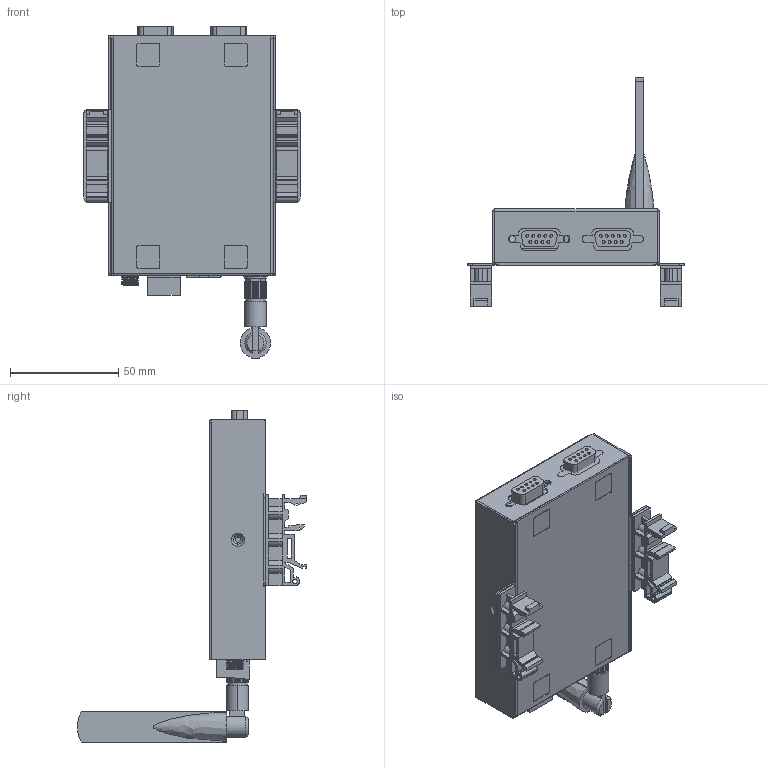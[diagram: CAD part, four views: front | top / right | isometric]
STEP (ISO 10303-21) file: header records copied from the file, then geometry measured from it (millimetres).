
FILE_DESCRIPTION((''),'2;1');
FILE_NAME('NPORT_W2X50_PLUS_ASM','2012-05-09T',('Mini_Lu'),(''),'PRO/ENGINEER BY PARAMETRIC TECHNOLOGY CORPORATION, 2004320','PRO/ENGINEER BY PARAMETRIC TECHNOLOGY CORPORATION, 2004320','');
FILE_SCHEMA(('CONFIG_CONTROL_DESIGN'));
Length unit declared in the file: millimetre
Products named in the file (24): W2X50_PLUS_PCB; 1109000040700_TACKSW_90D; 1126005080600_RJ45_8P8C; LED_LANS; 1106999994200_LED_GREEN_SMD0805; SMA-JACK-CRIMP19_; 1126007000800_PWRJACK_THREAD_; 1111000002200_TERMINAL_M_3P; 1126004090100_DB9_FM90D; 1126801021112-USI-WIFI-PCIE; USI-WIFI-MODULE; SHIEDLING-CASE-W2X50A; SHIEDING-CASE_PCB_ASM; USI-WIFI-MODULE_ASM; W2X50_PLUS_PCB_ASM; Z3150_BOT; Z3150_TOP; ANTENNA_1710010100110; DK35A; 1111000002500_TERMINAL_FM_3P; MYLAR; BK; W2150A_TOP; NPORT_W2X50_PLUS_ASM
Assembly tree (35 placements, depth 5):
  NPORT_W2X50_PLUS_ASM
    W2X50_PLUS_PCB_ASM
      W2X50_PLUS_PCB
      1109000040700_TACKSW_90D
      1126005080600_RJ45_8P8C
      LED_LANS  x2
      1106999994200_LED_GREEN_SMD0805  x10
      SMA-JACK-CRIMP19_
      1126007000800_PWRJACK_THREAD_
      1111000002200_TERMINAL_M_3P
      1126004090100_DB9_FM90D  x2
      USI-WIFI-MODULE_ASM
        1126801021112-USI-WIFI-PCIE
        SHIEDING-CASE_PCB_ASM
          USI-WIFI-MODULE
          SHIEDLING-CASE-W2X50A
    Z3150_BOT
    Z3150_TOP
    ANTENNA_1710010100110
    DK35A  x2
    1111000002500_TERMINAL_FM_3P
    MYLAR
    BK
    W2150A_TOP
Bounding box: 100 x 105.99 x 153.55 mm (x, y, z)
Volume: 93341.4 mm3; surface area: 158838.4 mm2
Topology: 41 solids, 51 shells, 2279 faces, 5815 edges, 3752 vertices
Faces by surface type: plane 1489, cylinder 662, bspline 53, torus 45, cone 30
Entity records: 69682 total; most frequent: CARTESIAN_POINT 25395, DIRECTION 9063, ORIENTED_EDGE 9044, EDGE_CURVE 4522, VECTOR 3077, LINE 3077, AXIS2_PLACEMENT_3D 2993, VERTEX_POINT 2894
